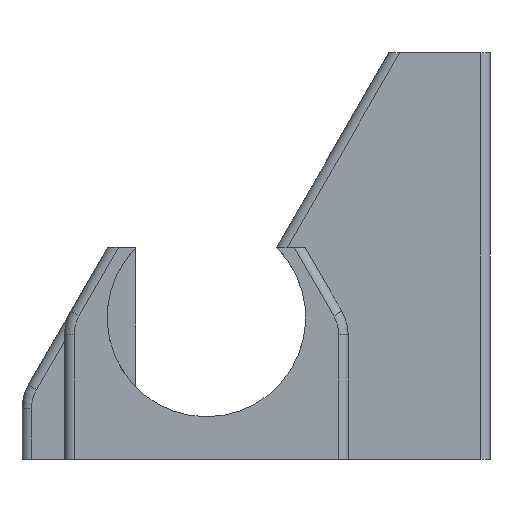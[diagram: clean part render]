
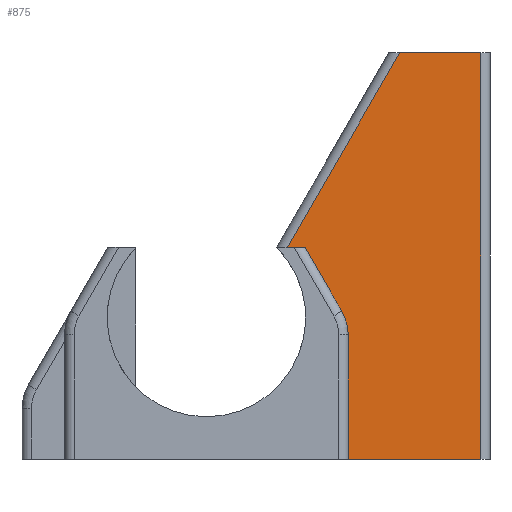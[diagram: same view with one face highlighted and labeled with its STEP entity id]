
A CAD part, left-side view. The second image highlights one B-rep face of the part: STEP entity #875.
In plain terms, the highlighted planar face has unit normal (-1, 0, 0).
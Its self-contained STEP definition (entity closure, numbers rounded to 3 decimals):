
#34 = DIRECTION ( 'NONE',  ( 0., -1., 0. ) ) ;
#103 = LINE ( 'NONE', #430, #2257 ) ;
#116 = PLANE ( 'NONE',  #1642 ) ;
#119 = VECTOR ( 'NONE', #510, 1000. ) ;
#179 = ORIENTED_EDGE ( 'NONE', *, *, #2630, .F. ) ;
#247 = CARTESIAN_POINT ( 'NONE',  ( -15., -14.05, 43. ) ) ;
#277 = ORIENTED_EDGE ( 'NONE', *, *, #2391, .T. ) ;
#308 = CARTESIAN_POINT ( 'NONE',  ( -15., -5.192, 22.4 ) ) ;
#355 = DIRECTION ( 'NONE',  ( -1., 0., 0. ) ) ;
#358 = VECTOR ( 'NONE', #2584, 1000. ) ;
#393 = VERTEX_POINT ( 'NONE', #2216 ) ;
#430 = CARTESIAN_POINT ( 'NONE',  ( -15., -24.75, 0. ) ) ;
#510 = DIRECTION ( 'NONE',  ( 0., -0.5, -0.866 ) ) ;
#605 = CARTESIAN_POINT ( 'NONE',  ( -15., -9.753, 13.16 ) ) ;
#714 = CARTESIAN_POINT ( 'NONE',  ( -15., -9.083, 15.66 ) ) ;
#722 = CARTESIAN_POINT ( 'NONE',  ( -15., 0., 0. ) ) ;
#734 = DIRECTION ( 'NONE',  ( 0., 0., -1. ) ) ;
#753 = ORIENTED_EDGE ( 'NONE', *, *, #974, .F. ) ;
#754 = CARTESIAN_POINT ( 'NONE',  ( -15., 15.686, 22.4 ) ) ;
#765 = ORIENTED_EDGE ( 'NONE', *, *, #1803, .T. ) ;
#783 = AXIS2_PLACEMENT_3D ( 'NONE', #1611, #355, #1814 ) ;
#784 = ORIENTED_EDGE ( 'NONE', *, *, #1936, .F. ) ;
#820 = ORIENTED_EDGE ( 'NONE', *, *, #2386, .F. ) ;
#841 = DIRECTION ( 'NONE',  ( 0., 1., 0. ) ) ;
#875 = ADVANCED_FACE ( 'NONE', ( #1956 ), #116, .T. ) ;
#896 = VERTEX_POINT ( 'NONE', #2002 ) ;
#965 = CIRCLE ( 'NONE', #783, 5. ) ;
#974 = EDGE_CURVE ( 'NONE', #1818, #1361, #103, .T. ) ;
#1002 = VECTOR ( 'NONE', #2577, 1000. ) ;
#1107 = CARTESIAN_POINT ( 'NONE',  ( -15., -15.205, 43. ) ) ;
#1134 = DIRECTION ( 'NONE',  ( 0., -0.5, 0.866 ) ) ;
#1186 = VERTEX_POINT ( 'NONE', #605 ) ;
#1200 = VECTOR ( 'NONE', #34, 1000. ) ;
#1209 = LINE ( 'NONE', #2401, #1276 ) ;
#1234 = VECTOR ( 'NONE', #1568, 1000. ) ;
#1276 = VECTOR ( 'NONE', #1134, 1000. ) ;
#1294 = LINE ( 'NONE', #1351, #1234 ) ;
#1351 = CARTESIAN_POINT ( 'NONE',  ( -15., -23.75, 0. ) ) ;
#1358 = VERTEX_POINT ( 'NONE', #1107 ) ;
#1361 = VERTEX_POINT ( 'NONE', #1544 ) ;
#1518 = VERTEX_POINT ( 'NONE', #2402 ) ;
#1538 = LINE ( 'NONE', #754, #358 ) ;
#1544 = CARTESIAN_POINT ( 'NONE',  ( -15., -9.753, 0. ) ) ;
#1568 = DIRECTION ( 'NONE',  ( 0., 0., -1. ) ) ;
#1611 = CARTESIAN_POINT ( 'NONE',  ( -15., -4.753, 13.16 ) ) ;
#1642 = AXIS2_PLACEMENT_3D ( 'NONE', #722, #1986, #734 ) ;
#1736 = CARTESIAN_POINT ( 'NONE',  ( -15., -23.75, 0. ) ) ;
#1781 = LINE ( 'NONE', #308, #119 ) ;
#1803 = EDGE_CURVE ( 'NONE', #896, #393, #1538, .T. ) ;
#1814 = DIRECTION ( 'NONE',  ( 0., 0., -1. ) ) ;
#1818 = VERTEX_POINT ( 'NONE', #1736 ) ;
#1936 = EDGE_CURVE ( 'NONE', #896, #1358, #1209, .T. ) ;
#1956 = FACE_OUTER_BOUND ( 'NONE', #2692, .T. ) ;
#1986 = DIRECTION ( 'NONE',  ( -1., 0., 0. ) ) ;
#2002 = CARTESIAN_POINT ( 'NONE',  ( -15., -3.311, 22.4 ) ) ;
#2118 = VERTEX_POINT ( 'NONE', #714 ) ;
#2216 = CARTESIAN_POINT ( 'NONE',  ( -15., -5.192, 22.4 ) ) ;
#2257 = VECTOR ( 'NONE', #841, 1000. ) ;
#2299 = ORIENTED_EDGE ( 'NONE', *, *, #2700, .T. ) ;
#2342 = ORIENTED_EDGE ( 'NONE', *, *, #2461, .F. ) ;
#2348 = CARTESIAN_POINT ( 'NONE',  ( -15., -9.753, 14.5 ) ) ;
#2376 = LINE ( 'NONE', #247, #1200 ) ;
#2386 = EDGE_CURVE ( 'NONE', #1518, #1818, #1294, .T. ) ;
#2391 = EDGE_CURVE ( 'NONE', #393, #2118, #1781, .T. ) ;
#2401 = CARTESIAN_POINT ( 'NONE',  ( -15., -14.916, 42.5 ) ) ;
#2402 = CARTESIAN_POINT ( 'NONE',  ( -15., -23.75, 43. ) ) ;
#2461 = EDGE_CURVE ( 'NONE', #1186, #2118, #965, .T. ) ;
#2577 = DIRECTION ( 'NONE',  ( 0., 0., -1. ) ) ;
#2584 = DIRECTION ( 'NONE',  ( 0., -1., 0. ) ) ;
#2630 = EDGE_CURVE ( 'NONE', #1358, #1518, #2376, .T. ) ;
#2692 = EDGE_LOOP ( 'NONE', ( #179, #784, #765, #277, #2342, #2299, #753, #820 ) ) ;
#2700 = EDGE_CURVE ( 'NONE', #1186, #1361, #2703, .T. ) ;
#2703 = LINE ( 'NONE', #2348, #1002 ) ;
